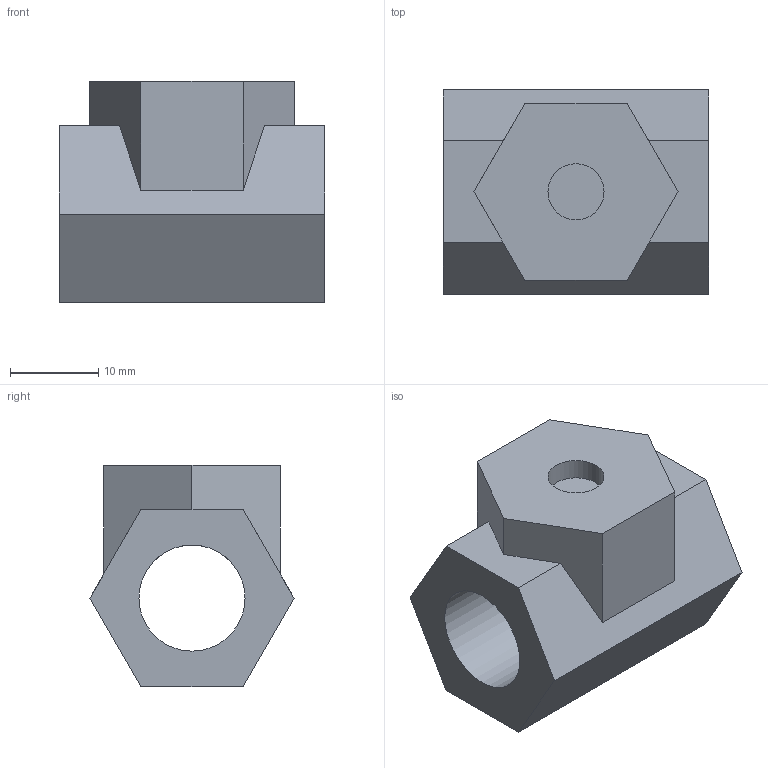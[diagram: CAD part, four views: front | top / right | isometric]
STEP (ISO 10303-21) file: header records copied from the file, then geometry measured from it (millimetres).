
FILE_DESCRIPTION(/* description */ (''),/* implementation_level */ '2;1');
FILE_NAME(/* name */ 'R2 L1 Ry0 Ry180 Ly90.step',/* time_stamp */ '2023-01-26T13:01:36+01:00',/* author */ (''),/* organization */ (''),/* preprocessor_version */ 'ST-DEVELOPER v19.2',/* originating_system */ 'Autodesk Translation Framework v11.17.0.187',/* authorisation */ '');
FILE_SCHEMA (('AUTOMOTIVE_DESIGN { 1 0 10303 214 3 1 1 }'));
Length unit declared in the file: millimetre
Products named in the file (3): R2 L1 Ry0 Ry180 Ly90; M6xN; Component1
Assembly tree (2 placements, depth 2):
  R2 L1 Ry0 Ry180 Ly90
    M6xN
    Component1
Bounding box: 30 x 23.09 x 25 mm (x, y, z)
Volume: 8779.5 mm3; surface area: 4832.9 mm2
Topology: 2 solids, 2 shells, 60 faces, 143 edges, 90 vertices
Faces by surface type: plane 48, cylinder 9, bspline 2, cone 1
Full cylindrical faces by diameter (mm): 6.1 x1, 6.35 x1, 7 x1, 12 x1
Entity records: 2338 total; most frequent: CARTESIAN_POINT 855, ORIENTED_EDGE 286, DIRECTION 276, EDGE_CURVE 143, LINE 106, VECTOR 106, VERTEX_POINT 90, AXIS2_PLACEMENT_3D 85
